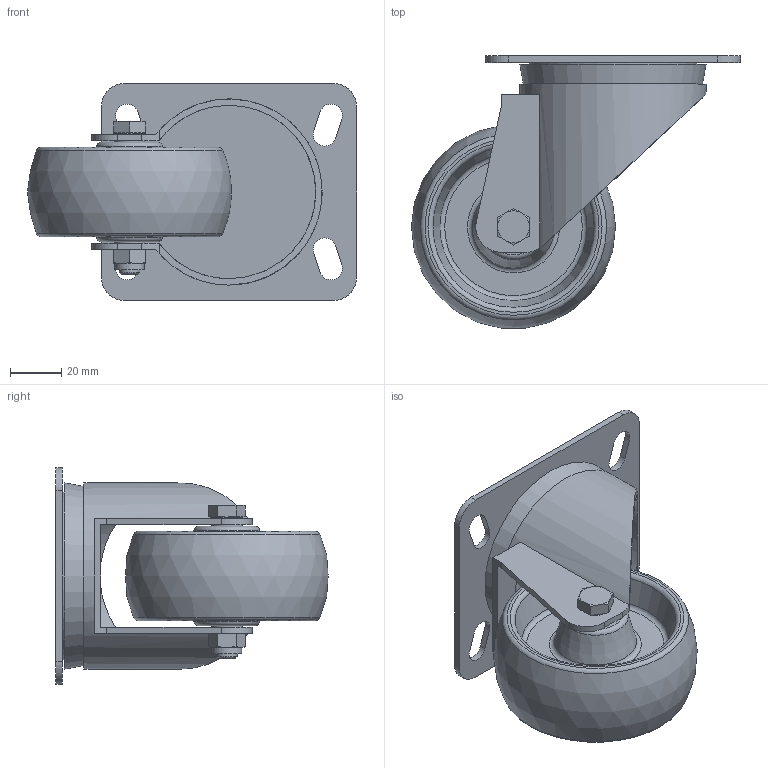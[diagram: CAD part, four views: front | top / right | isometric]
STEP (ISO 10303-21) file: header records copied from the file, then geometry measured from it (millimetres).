
FILE_DESCRIPTION(/* description */ ('STEP AP203'),/* implementation_level */ '2;1');
FILE_NAME(/* name */ 'Duroplast wheelsRE.F7-080-SBL-N-HT',/* time_stamp */ '2022-08-10T02:27:45+02:00',/* author */ ('License CC BY-ND 4.0'),/* organization */ ('CADENAS'),/* preprocessor_version */ 'ST-DEVELOPER v18.102',/* originating_system */ 'PARTsolutions',/* authorisation */ ' ');
FILE_SCHEMA (('CONFIG_CONTROL_DESIGN'));
Length unit declared in the file: millimetre
Products named in the file (4): Duroplast wheelsRE.F7-080-SBL-N-HT; re_f7_80; RE.F7-080-SBL-N-HT_sbl; 80
Assembly tree (3 placements, depth 2):
  Duroplast wheelsRE.F7-080-SBL-N-HT
    re_f7_80
    RE.F7-080-SBL-N-HT_sbl
    80
Bounding box: 129 x 106.71 x 85 mm (x, y, z)
Volume: 184162.9 mm3; surface area: 65550.7 mm2
Topology: 3 solids, 3 shells, 148 faces, 321 edges, 199 vertices
Faces by surface type: plane 62, cone 33, cylinder 31, torus 21, sphere 1
Full cylindrical faces by diameter (mm): 8 x3, 9 x2, 11.63 x2, 12 x2, 18 x2, 40.4 x1, 65.7 x1, 68 x1, 73 x1
Entity records: 3938 total; most frequent: CARTESIAN_POINT 776, DIRECTION 652, ORIENTED_EDGE 544, AXIS2_PLACEMENT_3D 280, EDGE_CURVE 272, EDGE_LOOP 228, FACE_BOUND 228, VERTEX_POINT 196
